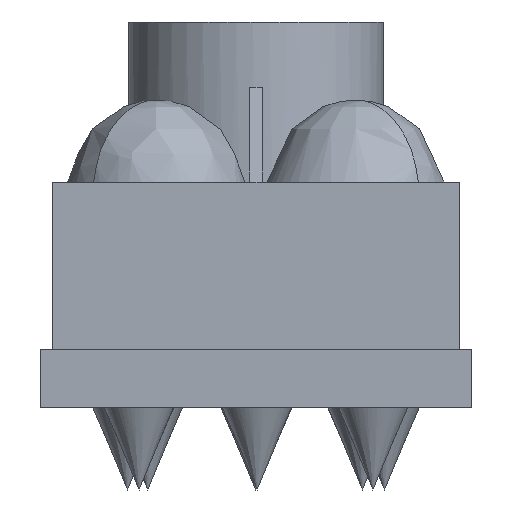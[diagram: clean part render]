
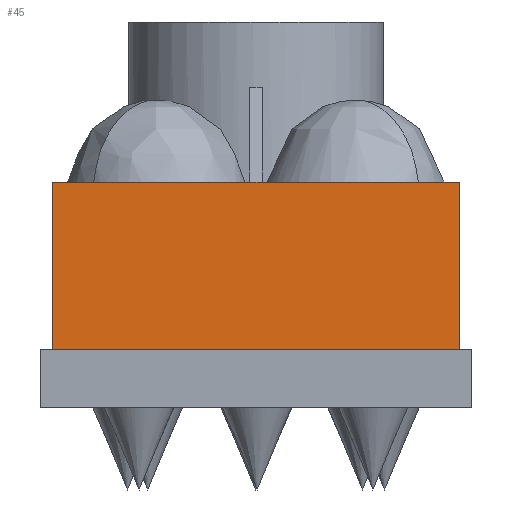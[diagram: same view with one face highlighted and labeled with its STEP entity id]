
A CAD part, front view. The second image highlights one B-rep face of the part: STEP entity #45.
In plain terms, the highlighted planar face has unit normal (0, -1, 0).
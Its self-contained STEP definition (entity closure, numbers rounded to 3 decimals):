
#45=ADVANCED_FACE('',(#157),#1602,.T.);
#157=FACE_OUTER_BOUND('',#281,.T.);
#281=EDGE_LOOP('',(#458,#459,#460,#461,#462,#463));
#458=ORIENTED_EDGE('',*,*,#943,.T.);
#459=ORIENTED_EDGE('',*,*,#919,.T.);
#460=ORIENTED_EDGE('',*,*,#934,.F.);
#461=ORIENTED_EDGE('',*,*,#935,.F.);
#462=ORIENTED_EDGE('',*,*,#920,.F.);
#463=ORIENTED_EDGE('',*,*,#916,.F.);
#916=EDGE_CURVE('',#1429,#1412,#1219,.T.);
#919=EDGE_CURVE('',#1430,#1414,#1222,.T.);
#920=EDGE_CURVE('',#1412,#1420,#1223,.T.);
#934=EDGE_CURVE('',#1421,#1414,#1237,.T.);
#935=EDGE_CURVE('',#1420,#1421,#1238,.T.);
#943=EDGE_CURVE('',#1429,#1430,#1242,.T.);
#1219=B_SPLINE_CURVE_WITH_KNOTS('',1,(#2538,#2539),.UNSPECIFIED.,.F.,.F.,
(2,2),(0.,4.07),.UNSPECIFIED.);
#1222=B_SPLINE_CURVE_WITH_KNOTS('',1,(#2544,#2545),.UNSPECIFIED.,.F.,.F.,
(2,2),(0.,4.07),.UNSPECIFIED.);
#1223=B_SPLINE_CURVE_WITH_KNOTS('',1,(#2546,#2547),.UNSPECIFIED.,.F.,.F.,
(2,2),(5.52,10.31),.UNSPECIFIED.);
#1237=B_SPLINE_CURVE_WITH_KNOTS('',1,(#2574,#2575),.UNSPECIFIED.,.F.,.F.,
(2,2),(10.62,15.41),.UNSPECIFIED.);
#1238=B_SPLINE_CURVE_WITH_KNOTS('',1,(#2576,#2577),.UNSPECIFIED.,.F.,.F.,
(2,2),(10.31,10.62),.UNSPECIFIED.);
#1242=B_SPLINE_CURVE_WITH_KNOTS('',1,(#2600,#2601),.UNSPECIFIED.,.F.,.F.,
(2,2),(5.52,15.41),.UNSPECIFIED.);
#1412=VERTEX_POINT('',#2342);
#1414=VERTEX_POINT('',#2344);
#1420=VERTEX_POINT('',#2350);
#1421=VERTEX_POINT('',#2351);
#1429=VERTEX_POINT('',#2359);
#1430=VERTEX_POINT('',#2360);
#1602=PLANE('',#1768);
#1768=AXIS2_PLACEMENT_3D('',#1950,#1859,$);
#1859=DIRECTION('',(0.,-1.,0.));
#1950=CARTESIAN_POINT('',(-36.72,-412.758,1.43));
#2342=CARTESIAN_POINT('',(-36.72,-412.758,5.5));
#2344=CARTESIAN_POINT('',(-26.83,-412.758,5.5));
#2350=CARTESIAN_POINT('',(-31.929,-412.758,5.5));
#2351=CARTESIAN_POINT('',(-31.62,-412.758,5.5));
#2359=CARTESIAN_POINT('',(-36.72,-412.758,1.43));
#2360=CARTESIAN_POINT('',(-26.83,-412.758,1.43));
#2538=CARTESIAN_POINT('',(-36.72,-412.758,1.43));
#2539=CARTESIAN_POINT('',(-36.72,-412.758,5.5));
#2544=CARTESIAN_POINT('',(-26.83,-412.758,1.43));
#2545=CARTESIAN_POINT('',(-26.83,-412.758,5.5));
#2546=CARTESIAN_POINT('',(-36.72,-412.758,5.5));
#2547=CARTESIAN_POINT('',(-31.929,-412.758,5.5));
#2574=CARTESIAN_POINT('',(-31.62,-412.758,5.5));
#2575=CARTESIAN_POINT('',(-26.83,-412.758,5.5));
#2576=CARTESIAN_POINT('',(-31.929,-412.758,5.5));
#2577=CARTESIAN_POINT('',(-31.62,-412.758,5.5));
#2600=CARTESIAN_POINT('',(-36.72,-412.758,1.43));
#2601=CARTESIAN_POINT('',(-26.83,-412.758,1.43));
